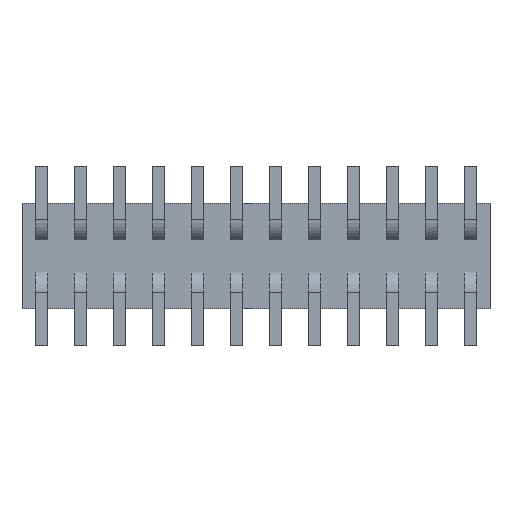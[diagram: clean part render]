
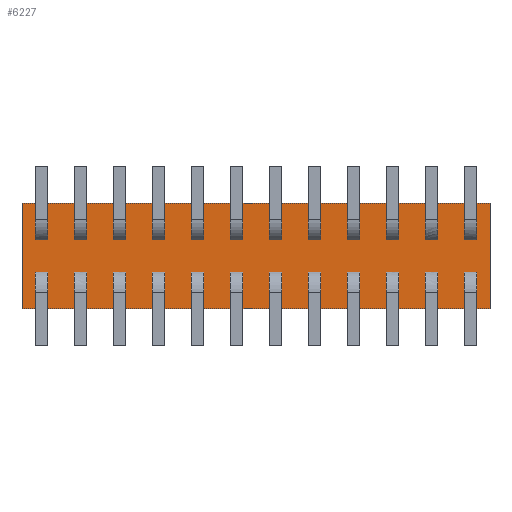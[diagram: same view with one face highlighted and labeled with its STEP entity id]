
A CAD part, front view. The second image highlights one B-rep face of the part: STEP entity #6227.
In plain terms, the highlighted planar face has unit normal (0, -1, 0).
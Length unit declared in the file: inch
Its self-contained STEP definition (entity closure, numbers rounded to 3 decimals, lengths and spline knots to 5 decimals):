
#156=ORIENTED_EDGE('',*,*,#1996,.F.);
#157=ORIENTED_EDGE('',*,*,#2006,.F.);
#158=ORIENTED_EDGE('',*,*,#2003,.F.);
#159=ORIENTED_EDGE('',*,*,#2000,.F.);
#1996=EDGE_CURVE('',#2926,#2927,#3514,.T.);
#2000=EDGE_CURVE('',#2927,#2930,#3518,.T.);
#2003=EDGE_CURVE('',#2930,#2932,#3521,.T.);
#2006=EDGE_CURVE('',#2932,#2926,#3524,.T.);
#2926=VERTEX_POINT('',#8789);
#2927=VERTEX_POINT('',#8790);
#2930=VERTEX_POINT('',#8798);
#2932=VERTEX_POINT('',#8804);
#3514=LINE('',#8788,#4348);
#3518=LINE('',#8797,#4352);
#3521=LINE('',#8803,#4355);
#3524=LINE('',#8809,#4358);
#4348=VECTOR('',#7060,39.37008);
#4352=VECTOR('',#7066,39.37008);
#4355=VECTOR('',#7071,39.37008);
#4358=VECTOR('',#7076,39.37008);
#5187=EDGE_LOOP('',(#156,#157,#158,#159));
#5535=FACE_BOUND('',#5187,.T.);
#5883=PLANE('',#6614);
#6227=ADVANCED_FACE('',(#5535),#5883,.F.);
#6614=AXIS2_PLACEMENT_3D('',#8812,#7080,#7081);
#7060=DIRECTION('',(0.,0.,1.));
#7066=DIRECTION('',(1.,0.,0.));
#7071=DIRECTION('',(0.,0.,-1.));
#7076=DIRECTION('',(-1.,0.,0.));
#7080=DIRECTION('',(0.,1.,0.));
#7081=DIRECTION('',(0.,0.,1.));
#8788=CARTESIAN_POINT('',(-0.3,0.,-0.0675));
#8789=CARTESIAN_POINT('',(-0.3,0.,-0.0675));
#8790=CARTESIAN_POINT('',(-0.3,0.,0.0675));
#8797=CARTESIAN_POINT('',(-0.3,0.,0.0675));
#8798=CARTESIAN_POINT('',(0.3,0.,0.0675));
#8803=CARTESIAN_POINT('',(0.3,0.,0.0675));
#8804=CARTESIAN_POINT('',(0.3,0.,-0.0675));
#8809=CARTESIAN_POINT('',(0.3,0.,-0.0675));
#8812=CARTESIAN_POINT('',(0.,0.,0.));
